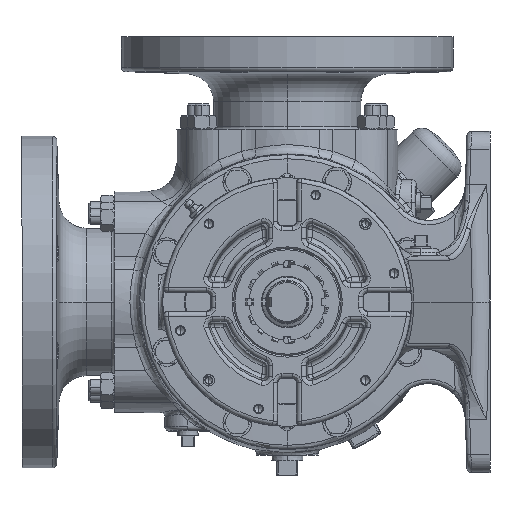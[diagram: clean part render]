
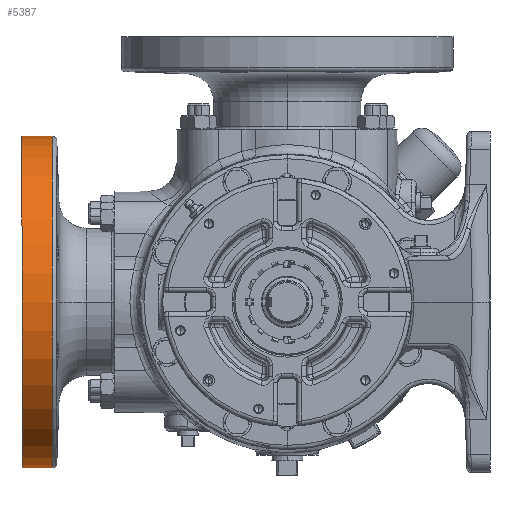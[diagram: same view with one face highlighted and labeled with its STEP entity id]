
A CAD part, left-side view. The second image highlights one B-rep face of the part: STEP entity #5387.
In plain terms, the highlighted cylindrical face has radius 114.3 mm (diameter 228.6 mm), a partial arc.
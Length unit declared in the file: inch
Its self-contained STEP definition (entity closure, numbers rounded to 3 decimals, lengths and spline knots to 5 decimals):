
#1375 = DIRECTION ( 'NONE',  ( 0., 1., 0. ) ) ;
#3443 = DIRECTION ( 'NONE',  ( 0., 1., 0. ) ) ;
#5387 = ADVANCED_FACE ( 'Defeatured_0_39', ( #46185 ), #11158, .T. ) ;
#5595 = CIRCLE ( 'NONE', #42928, 4.5 ) ;
#6399 = DIRECTION ( 'NONE',  ( 0., 1., 0. ) ) ;
#7353 = DIRECTION ( 'NONE',  ( 1., 0., 0. ) ) ;
#7548 = LINE ( 'NONE', #130994, #220050 ) ;
#11158 = CYLINDRICAL_SURFACE ( 'NONE', #170048, 4.5 ) ;
#26316 = CARTESIAN_POINT ( 'NONE',  ( 2.78, 6.36588, -4.5 ) ) ;
#26710 = ORIENTED_EDGE ( 'NONE', *, *, #53465, .T. ) ;
#27674 = EDGE_CURVE ( 'NONE', #97133, #58051, #5595, .T. ) ;
#42928 = AXIS2_PLACEMENT_3D ( 'NONE', #166897, #111046, #7353 ) ;
#44171 = EDGE_LOOP ( 'NONE', ( #26710, #169629, #201516, #62629 ) ) ;
#46185 = FACE_OUTER_BOUND ( 'NONE', #44171, .T. ) ;
#52121 = EDGE_CURVE ( 'NONE', #99449, #58051, #216706, .T. ) ;
#53465 = EDGE_CURVE ( 'NONE', #68754, #99449, #135806, .T. ) ;
#54233 = CARTESIAN_POINT ( 'NONE',  ( 2.78, 7.19, -4.5 ) ) ;
#57923 = EDGE_CURVE ( 'NONE', #68754, #97133, #7548, .T. ) ;
#58051 = VERTEX_POINT ( 'NONE', #91095 ) ;
#62629 = ORIENTED_EDGE ( 'NONE', *, *, #57923, .F. ) ;
#68754 = VERTEX_POINT ( 'NONE', #26316 ) ;
#72196 = VECTOR ( 'NONE', #1375, 39.37008 ) ;
#79942 = DIRECTION ( 'NONE',  ( 0., 1., 0. ) ) ;
#79983 = AXIS2_PLACEMENT_3D ( 'NONE', #110561, #3443, #94265 ) ;
#91095 = CARTESIAN_POINT ( 'NONE',  ( 2.78, 7.19, 4.5 ) ) ;
#94265 = DIRECTION ( 'NONE',  ( 0., 0., 1. ) ) ;
#97133 = VERTEX_POINT ( 'NONE', #54233 ) ;
#99449 = VERTEX_POINT ( 'NONE', #110112 ) ;
#110112 = CARTESIAN_POINT ( 'NONE',  ( 2.78, 6.36588, 4.5 ) ) ;
#110561 = CARTESIAN_POINT ( 'NONE',  ( 2.78, 6.36588, 0. ) ) ;
#111046 = DIRECTION ( 'NONE',  ( 0., 1., 0. ) ) ;
#114831 = DIRECTION ( 'NONE',  ( 0., 0., -1. ) ) ;
#129400 = CARTESIAN_POINT ( 'NONE',  ( 2.78, 7.51714, 4.5 ) ) ;
#130994 = CARTESIAN_POINT ( 'NONE',  ( 2.78, 7.51714, -4.5 ) ) ;
#135806 = CIRCLE ( 'NONE', #79983, 4.5 ) ;
#166897 = CARTESIAN_POINT ( 'NONE',  ( 2.78, 7.19, 0. ) ) ;
#169629 = ORIENTED_EDGE ( 'NONE', *, *, #52121, .T. ) ;
#170048 = AXIS2_PLACEMENT_3D ( 'NONE', #203289, #79942, #114831 ) ;
#201516 = ORIENTED_EDGE ( 'NONE', *, *, #27674, .F. ) ;
#203289 = CARTESIAN_POINT ( 'NONE',  ( 2.78, 7.51714, 0. ) ) ;
#216706 = LINE ( 'NONE', #129400, #72196 ) ;
#220050 = VECTOR ( 'NONE', #6399, 39.37008 ) ;
